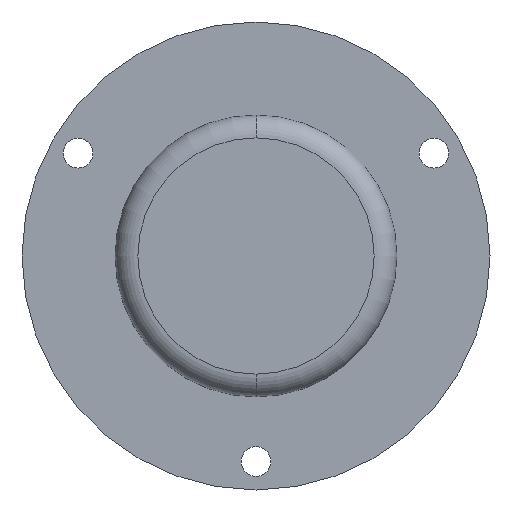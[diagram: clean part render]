
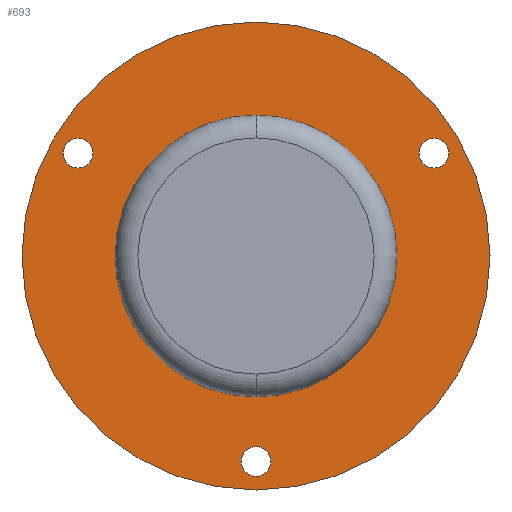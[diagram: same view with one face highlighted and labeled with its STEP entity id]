
A CAD part, front view. The second image highlights one B-rep face of the part: STEP entity #693.
In plain terms, the highlighted planar face has unit normal (0, -1, 0).
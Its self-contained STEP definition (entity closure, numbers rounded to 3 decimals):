
#9 = DIRECTION ( 'NONE',  ( 0., 0., -1. ) ) ;
#12 = CARTESIAN_POINT ( 'NONE',  ( -15.588, -11.8, 9. ) ) ;
#29 = VERTEX_POINT ( 'NONE', #546 ) ;
#31 = CIRCLE ( 'NONE', #575, 20.5 ) ;
#32 = CIRCLE ( 'NONE', #510, 12.35 ) ;
#34 = CARTESIAN_POINT ( 'NONE',  ( 0., -11.8, -16.7 ) ) ;
#51 = CIRCLE ( 'NONE', #313, 20.5 ) ;
#58 = CIRCLE ( 'NONE', #618, 1.3 ) ;
#61 = VERTEX_POINT ( 'NONE', #368 ) ;
#116 = DIRECTION ( 'NONE',  ( 0., 0., -1. ) ) ;
#124 = PLANE ( 'NONE',  #470 ) ;
#125 = EDGE_CURVE ( 'NONE', #428, #441, #388, .T. ) ;
#134 = AXIS2_PLACEMENT_3D ( 'NONE', #879, #853, #812 ) ;
#142 = DIRECTION ( 'NONE',  ( 0., 0., -1. ) ) ;
#148 = EDGE_CURVE ( 'NONE', #441, #428, #454, .T. ) ;
#158 = EDGE_CURVE ( 'NONE', #871, #713, #518, .T. ) ;
#170 = ORIENTED_EDGE ( 'NONE', *, *, #688, .F. ) ;
#178 = EDGE_CURVE ( 'NONE', #713, #871, #552, .T. ) ;
#181 = EDGE_LOOP ( 'NONE', ( #286, #663 ) ) ;
#186 = ORIENTED_EDGE ( 'NONE', *, *, #148, .F. ) ;
#188 = ORIENTED_EDGE ( 'NONE', *, *, #125, .F. ) ;
#189 = CARTESIAN_POINT ( 'NONE',  ( 15.588, -11.8, 9. ) ) ;
#199 = CARTESIAN_POINT ( 'NONE',  ( 0., -11.8, 0. ) ) ;
#202 = DIRECTION ( 'NONE',  ( 0., 0., -1. ) ) ;
#217 = DIRECTION ( 'NONE',  ( 0., 0., 1. ) ) ;
#254 = CARTESIAN_POINT ( 'NONE',  ( 0., -11.8, 0. ) ) ;
#255 = EDGE_CURVE ( 'NONE', #289, #29, #51, .T. ) ;
#273 = EDGE_CURVE ( 'NONE', #29, #289, #31, .T. ) ;
#275 = CARTESIAN_POINT ( 'NONE',  ( 15.588, -11.8, 7.7 ) ) ;
#286 = ORIENTED_EDGE ( 'NONE', *, *, #273, .F. ) ;
#289 = VERTEX_POINT ( 'NONE', #426 ) ;
#292 = AXIS2_PLACEMENT_3D ( 'NONE', #254, #652, #661 ) ;
#298 = CARTESIAN_POINT ( 'NONE',  ( 15.588, -11.8, 10.3 ) ) ;
#309 = EDGE_LOOP ( 'NONE', ( #170, #561 ) ) ;
#313 = AXIS2_PLACEMENT_3D ( 'NONE', #738, #395, #788 ) ;
#320 = VERTEX_POINT ( 'NONE', #843 ) ;
#338 = DIRECTION ( 'NONE',  ( 0., -1., 0. ) ) ;
#348 = CARTESIAN_POINT ( 'NONE',  ( -15.588, -11.8, 7.7 ) ) ;
#350 = CIRCLE ( 'NONE', #676, 1.3 ) ;
#362 = CARTESIAN_POINT ( 'NONE',  ( 15.588, -11.8, 9. ) ) ;
#368 = CARTESIAN_POINT ( 'NONE',  ( 0., -11.8, 12.35 ) ) ;
#382 = AXIS2_PLACEMENT_3D ( 'NONE', #12, #563, #142 ) ;
#384 = FACE_BOUND ( 'NONE', #386, .T. ) ;
#386 = EDGE_LOOP ( 'NONE', ( #720, #670 ) ) ;
#388 = CIRCLE ( 'NONE', #382, 1.3 ) ;
#395 = DIRECTION ( 'NONE',  ( 0., 1., 0. ) ) ;
#406 = DIRECTION ( 'NONE',  ( 0., 1., 0. ) ) ;
#410 = EDGE_CURVE ( 'NONE', #320, #61, #746, .T. ) ;
#416 = DIRECTION ( 'NONE',  ( 0., 1., 0. ) ) ;
#426 = CARTESIAN_POINT ( 'NONE',  ( 0., -11.8, -20.5 ) ) ;
#428 = VERTEX_POINT ( 'NONE', #529 ) ;
#434 = FACE_BOUND ( 'NONE', #309, .T. ) ;
#441 = VERTEX_POINT ( 'NONE', #348 ) ;
#451 = FACE_BOUND ( 'NONE', #694, .T. ) ;
#454 = CIRCLE ( 'NONE', #134, 1.3 ) ;
#468 = FACE_BOUND ( 'NONE', #735, .T. ) ;
#470 = AXIS2_PLACEMENT_3D ( 'NONE', #808, #742, #202 ) ;
#472 = CARTESIAN_POINT ( 'NONE',  ( 0., -11.8, 0. ) ) ;
#475 = AXIS2_PLACEMENT_3D ( 'NONE', #189, #864, #685 ) ;
#481 = CARTESIAN_POINT ( 'NONE',  ( 0., -11.8, -18. ) ) ;
#494 = FACE_OUTER_BOUND ( 'NONE', #181, .T. ) ;
#510 = AXIS2_PLACEMENT_3D ( 'NONE', #472, #416, #217 ) ;
#518 = CIRCLE ( 'NONE', #558, 1.3 ) ;
#529 = CARTESIAN_POINT ( 'NONE',  ( -15.588, -11.8, 10.3 ) ) ;
#541 = EDGE_CURVE ( 'NONE', #741, #762, #350, .T. ) ;
#543 = CARTESIAN_POINT ( 'NONE',  ( 0., -11.8, -18. ) ) ;
#546 = CARTESIAN_POINT ( 'NONE',  ( 0., -11.8, 20.5 ) ) ;
#548 = ORIENTED_EDGE ( 'NONE', *, *, #410, .T. ) ;
#552 = CIRCLE ( 'NONE', #475, 1.3 ) ;
#558 = AXIS2_PLACEMENT_3D ( 'NONE', #362, #863, #9 ) ;
#561 = ORIENTED_EDGE ( 'NONE', *, *, #541, .F. ) ;
#563 = DIRECTION ( 'NONE',  ( 0., -1., 0. ) ) ;
#575 = AXIS2_PLACEMENT_3D ( 'NONE', #199, #406, #824 ) ;
#617 = DIRECTION ( 'NONE',  ( 0., -1., 0. ) ) ;
#618 = AXIS2_PLACEMENT_3D ( 'NONE', #481, #338, #646 ) ;
#646 = DIRECTION ( 'NONE',  ( 0., 0., -1. ) ) ;
#652 = DIRECTION ( 'NONE',  ( 0., 1., 0. ) ) ;
#661 = DIRECTION ( 'NONE',  ( 0., 0., 1. ) ) ;
#663 = ORIENTED_EDGE ( 'NONE', *, *, #255, .F. ) ;
#670 = ORIENTED_EDGE ( 'NONE', *, *, #178, .F. ) ;
#676 = AXIS2_PLACEMENT_3D ( 'NONE', #543, #617, #116 ) ;
#685 = DIRECTION ( 'NONE',  ( 0., 0., -1. ) ) ;
#688 = EDGE_CURVE ( 'NONE', #762, #741, #58, .T. ) ;
#693 = ADVANCED_FACE ( 'NONE', ( #384, #468, #434, #451, #494 ), #124, .T. ) ;
#694 = EDGE_LOOP ( 'NONE', ( #826, #548 ) ) ;
#713 = VERTEX_POINT ( 'NONE', #275 ) ;
#720 = ORIENTED_EDGE ( 'NONE', *, *, #158, .F. ) ;
#735 = EDGE_LOOP ( 'NONE', ( #188, #186 ) ) ;
#738 = CARTESIAN_POINT ( 'NONE',  ( 0., -11.8, 0. ) ) ;
#741 = VERTEX_POINT ( 'NONE', #870 ) ;
#742 = DIRECTION ( 'NONE',  ( 0., -1., 0. ) ) ;
#746 = CIRCLE ( 'NONE', #292, 12.35 ) ;
#762 = VERTEX_POINT ( 'NONE', #34 ) ;
#788 = DIRECTION ( 'NONE',  ( 0., 0., 1. ) ) ;
#808 = CARTESIAN_POINT ( 'NONE',  ( -12.35, -11.8, 0. ) ) ;
#812 = DIRECTION ( 'NONE',  ( 0., 0., -1. ) ) ;
#824 = DIRECTION ( 'NONE',  ( 0., 0., 1. ) ) ;
#826 = ORIENTED_EDGE ( 'NONE', *, *, #851, .T. ) ;
#843 = CARTESIAN_POINT ( 'NONE',  ( 0., -11.8, -12.35 ) ) ;
#851 = EDGE_CURVE ( 'NONE', #61, #320, #32, .T. ) ;
#853 = DIRECTION ( 'NONE',  ( 0., -1., 0. ) ) ;
#863 = DIRECTION ( 'NONE',  ( 0., -1., 0. ) ) ;
#864 = DIRECTION ( 'NONE',  ( 0., -1., 0. ) ) ;
#870 = CARTESIAN_POINT ( 'NONE',  ( 0., -11.8, -19.3 ) ) ;
#871 = VERTEX_POINT ( 'NONE', #298 ) ;
#879 = CARTESIAN_POINT ( 'NONE',  ( -15.588, -11.8, 9. ) ) ;
